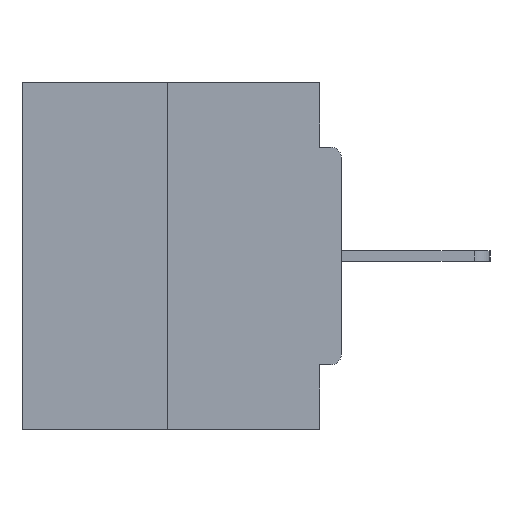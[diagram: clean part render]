
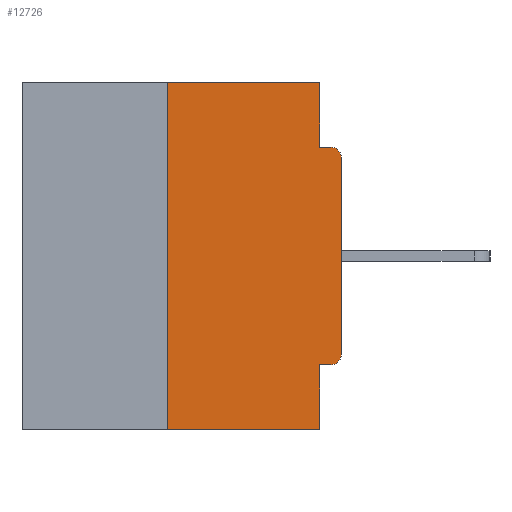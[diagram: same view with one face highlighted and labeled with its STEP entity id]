
A CAD part, left-side view. The second image highlights one B-rep face of the part: STEP entity #12726.
In plain terms, the highlighted planar face has unit normal (-1, 0, 0).
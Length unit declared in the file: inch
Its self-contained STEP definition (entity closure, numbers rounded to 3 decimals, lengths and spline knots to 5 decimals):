
#19 = EDGE_CURVE ( 'NONE', #23381, #310, #8348, .T. ) ;
#310 = VERTEX_POINT ( 'NONE', #9749 ) ;
#408 = ORIENTED_EDGE ( 'NONE', *, *, #2038, .F. ) ;
#541 = CIRCLE ( 'NONE', #6755, 0.015 ) ;
#1480 = ORIENTED_EDGE ( 'NONE', *, *, #23111, .F. ) ;
#1650 = AXIS2_PLACEMENT_3D ( 'NONE', #10840, #32071, #13940 ) ;
#1932 = VERTEX_POINT ( 'NONE', #29321 ) ;
#2038 = EDGE_CURVE ( 'NONE', #1932, #29603, #23888, .T. ) ;
#2337 = CARTESIAN_POINT ( 'NONE',  ( 0., 0.46, 0. ) ) ;
#2437 = CARTESIAN_POINT ( 'NONE',  ( 0., 0.25, 0. ) ) ;
#2686 = ORIENTED_EDGE ( 'NONE', *, *, #34060, .F. ) ;
#2872 = DIRECTION ( 'NONE',  ( 1., 0., 0. ) ) ;
#3582 = VERTEX_POINT ( 'NONE', #36948 ) ;
#4172 = VECTOR ( 'NONE', #23420, 39.37008 ) ;
#4816 = FACE_OUTER_BOUND ( 'NONE', #15321, .T. ) ;
#5346 = EDGE_CURVE ( 'NONE', #5912, #28375, #9816, .T. ) ;
#5502 = EDGE_CURVE ( 'NONE', #28375, #27930, #12754, .T. ) ;
#5912 = VERTEX_POINT ( 'NONE', #32443 ) ;
#6755 = AXIS2_PLACEMENT_3D ( 'NONE', #11076, #32311, #14158 ) ;
#6815 = CARTESIAN_POINT ( 'NONE',  ( 0., 0.015, -0.4065 ) ) ;
#8348 = LINE ( 'NONE', #16787, #31649 ) ;
#9207 = DIRECTION ( 'NONE',  ( 0., 0., -1. ) ) ;
#9749 = CARTESIAN_POINT ( 'NONE',  ( 0., 0., -0.1085 ) ) ;
#9816 = LINE ( 'NONE', #2337, #33098 ) ;
#9981 = EDGE_CURVE ( 'NONE', #26012, #23381, #28511, .T. ) ;
#10092 = CARTESIAN_POINT ( 'NONE',  ( 0., 0., -0.0935 ) ) ;
#10840 = CARTESIAN_POINT ( 'NONE',  ( 0., 0.015, -0.3915 ) ) ;
#11076 = CARTESIAN_POINT ( 'NONE',  ( 0., 0.015, -0.1085 ) ) ;
#11351 = CARTESIAN_POINT ( 'NONE',  ( 0., 0.46, -0.5 ) ) ;
#11535 = DIRECTION ( 'NONE',  ( 0., -1., 0. ) ) ;
#12066 = PLANE ( 'NONE',  #31543 ) ;
#12477 = LINE ( 'NONE', #10092, #27647 ) ;
#12726 = ADVANCED_FACE ( 'NONE', ( #4816 ), #12066, .F. ) ;
#12754 = LINE ( 'NONE', #33505, #20853 ) ;
#13280 = EDGE_CURVE ( 'NONE', #23851, #5912, #35235, .T. ) ;
#13940 = DIRECTION ( 'NONE',  ( 0., 0., -1. ) ) ;
#14158 = DIRECTION ( 'NONE',  ( 0., 0., -1. ) ) ;
#14594 = DIRECTION ( 'NONE',  ( 0., 0., 1. ) ) ;
#15159 = CARTESIAN_POINT ( 'NONE',  ( 0., 0.46, 0. ) ) ;
#15321 = EDGE_LOOP ( 'NONE', ( #26957, #35450, #16238, #408, #2686, #34447, #16457, #28738, #1480, #33347 ) ) ;
#15708 = DIRECTION ( 'NONE',  ( 0., 0., -1. ) ) ;
#15855 = VECTOR ( 'NONE', #15708, 39.37008 ) ;
#15970 = CARTESIAN_POINT ( 'NONE',  ( 0., 0.031, 0. ) ) ;
#16238 = ORIENTED_EDGE ( 'NONE', *, *, #36180, .T. ) ;
#16457 = ORIENTED_EDGE ( 'NONE', *, *, #19, .T. ) ;
#16787 = CARTESIAN_POINT ( 'NONE',  ( 0., 0., 0. ) ) ;
#18213 = VECTOR ( 'NONE', #14594, 39.37008 ) ;
#18926 = CARTESIAN_POINT ( 'NONE',  ( 0., 0.031, -0.5 ) ) ;
#19669 = CARTESIAN_POINT ( 'NONE',  ( 0., 0.031, -0.0935 ) ) ;
#19772 = CARTESIAN_POINT ( 'NONE',  ( 0., 0.25, -0.5 ) ) ;
#20853 = VECTOR ( 'NONE', #9207, 39.37008 ) ;
#21131 = EDGE_CURVE ( 'NONE', #310, #3582, #541, .T. ) ;
#22661 = LINE ( 'NONE', #24628, #37782 ) ;
#23111 = EDGE_CURVE ( 'NONE', #27930, #3582, #12477, .T. ) ;
#23381 = VERTEX_POINT ( 'NONE', #32509 ) ;
#23420 = DIRECTION ( 'NONE',  ( 0., -1., 0. ) ) ;
#23851 = VERTEX_POINT ( 'NONE', #19772 ) ;
#23888 = LINE ( 'NONE', #38856, #15855 ) ;
#24262 = DIRECTION ( 'NONE',  ( 0., 0., -1. ) ) ;
#24628 = CARTESIAN_POINT ( 'NONE',  ( 0., 0., -0.4065 ) ) ;
#26012 = VERTEX_POINT ( 'NONE', #6815 ) ;
#26957 = ORIENTED_EDGE ( 'NONE', *, *, #5346, .F. ) ;
#27647 = VECTOR ( 'NONE', #28260, 39.37008 ) ;
#27930 = VERTEX_POINT ( 'NONE', #19669 ) ;
#28260 = DIRECTION ( 'NONE',  ( 0., -1., 0. ) ) ;
#28375 = VERTEX_POINT ( 'NONE', #15970 ) ;
#28511 = CIRCLE ( 'NONE', #1650, 0.015 ) ;
#28738 = ORIENTED_EDGE ( 'NONE', *, *, #21131, .T. ) ;
#29321 = CARTESIAN_POINT ( 'NONE',  ( 0., 0.031, -0.4065 ) ) ;
#29603 = VERTEX_POINT ( 'NONE', #18926 ) ;
#30745 = DIRECTION ( 'NONE',  ( 0., 1., 0. ) ) ;
#31543 = AXIS2_PLACEMENT_3D ( 'NONE', #15159, #2872, #24262 ) ;
#31649 = VECTOR ( 'NONE', #33797, 39.37008 ) ;
#32071 = DIRECTION ( 'NONE',  ( -1., 0., 0. ) ) ;
#32311 = DIRECTION ( 'NONE',  ( -1., 0., 0. ) ) ;
#32443 = CARTESIAN_POINT ( 'NONE',  ( 0., 0.25, 0. ) ) ;
#32509 = CARTESIAN_POINT ( 'NONE',  ( 0., 0., -0.3915 ) ) ;
#33098 = VECTOR ( 'NONE', #11535, 39.37008 ) ;
#33347 = ORIENTED_EDGE ( 'NONE', *, *, #5502, .F. ) ;
#33505 = CARTESIAN_POINT ( 'NONE',  ( 0., 0.031, 0. ) ) ;
#33797 = DIRECTION ( 'NONE',  ( 0., 0., 1. ) ) ;
#34060 = EDGE_CURVE ( 'NONE', #26012, #1932, #22661, .T. ) ;
#34447 = ORIENTED_EDGE ( 'NONE', *, *, #9981, .T. ) ;
#34646 = LINE ( 'NONE', #11351, #4172 ) ;
#35235 = LINE ( 'NONE', #2437, #18213 ) ;
#35450 = ORIENTED_EDGE ( 'NONE', *, *, #13280, .F. ) ;
#36180 = EDGE_CURVE ( 'NONE', #23851, #29603, #34646, .T. ) ;
#36948 = CARTESIAN_POINT ( 'NONE',  ( 0., 0.015, -0.0935 ) ) ;
#37782 = VECTOR ( 'NONE', #30745, 39.37008 ) ;
#38856 = CARTESIAN_POINT ( 'NONE',  ( 0., 0.031, -0.5 ) ) ;
